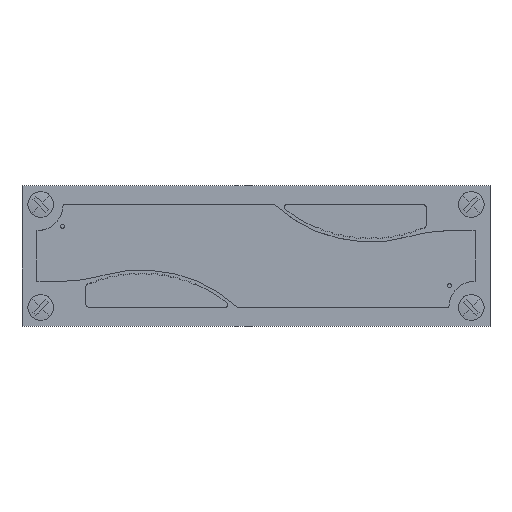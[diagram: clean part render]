
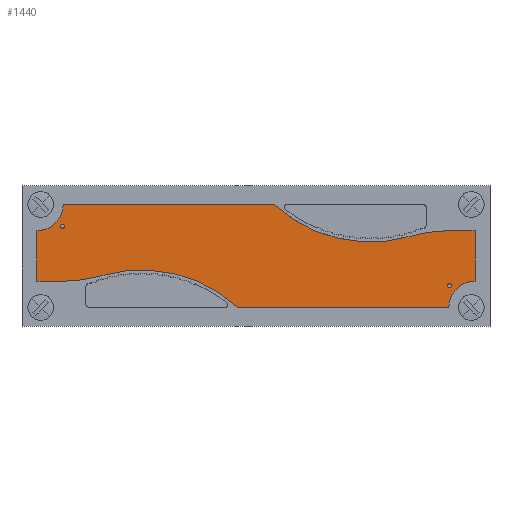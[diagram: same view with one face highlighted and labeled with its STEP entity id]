
A CAD part, top view. The second image highlights one B-rep face of the part: STEP entity #1440.
In plain terms, the highlighted planar face has unit normal (0, 0, 1).
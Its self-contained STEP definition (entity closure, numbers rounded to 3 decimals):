
#1440=ADVANCED_FACE('',(#3460,#3461,#3462),#3463,.T.);
#3460=FACE_OUTER_BOUND('',#6205,.T.);
#3461=FACE_BOUND('',#6206,.T.);
#3462=FACE_BOUND('',#6207,.T.);
#3463=PLANE('',#6208);
#6205=EDGE_LOOP('',(#9839,#9840,#9841,#9842,#9843,#9844,#9845,#9846,#9847,#9848,#9849,#9850));
#6206=EDGE_LOOP('',(#9851,#9852));
#6207=EDGE_LOOP('',(#9853,#9854));
#6208=AXIS2_PLACEMENT_3D('',#9855,#9856,#9857);
#9839=ORIENTED_EDGE('',*,*,#17328,.T.);
#9840=ORIENTED_EDGE('',*,*,#17324,.T.);
#9841=ORIENTED_EDGE('',*,*,#17319,.T.);
#9842=ORIENTED_EDGE('',*,*,#17336,.T.);
#9843=ORIENTED_EDGE('',*,*,#17337,.T.);
#9844=ORIENTED_EDGE('',*,*,#17338,.T.);
#9845=ORIENTED_EDGE('',*,*,#17339,.T.);
#9846=ORIENTED_EDGE('',*,*,#17340,.T.);
#9847=ORIENTED_EDGE('',*,*,#17341,.T.);
#9848=ORIENTED_EDGE('',*,*,#17342,.T.);
#9849=ORIENTED_EDGE('',*,*,#17343,.T.);
#9850=ORIENTED_EDGE('',*,*,#17332,.F.);
#9851=ORIENTED_EDGE('',*,*,#16803,.T.);
#9852=ORIENTED_EDGE('',*,*,#16769,.T.);
#9853=ORIENTED_EDGE('',*,*,#16807,.T.);
#9854=ORIENTED_EDGE('',*,*,#16764,.T.);
#9855=CARTESIAN_POINT('',(125.0,37.5,127.3));
#9856=DIRECTION('',(0.0,0.0,1.0));
#9857=DIRECTION('',(0.0,-1.0,0.0));
#16764=EDGE_CURVE('',#20047,#20051,#20053,.T.);
#16769=EDGE_CURVE('',#20056,#20060,#20062,.T.);
#16803=EDGE_CURVE('',#20060,#20056,#20112,.T.);
#16807=EDGE_CURVE('',#20051,#20047,#20116,.T.);
#17319=EDGE_CURVE('',#20872,#20873,#20874,.T.);
#17324=EDGE_CURVE('',#20881,#20872,#20882,.T.);
#17328=EDGE_CURVE('',#20887,#20881,#20888,.T.);
#17332=EDGE_CURVE('',#20887,#20893,#20894,.T.);
#17336=EDGE_CURVE('',#20873,#20899,#20900,.T.);
#17337=EDGE_CURVE('',#20899,#20901,#20902,.T.);
#17338=EDGE_CURVE('',#20901,#20903,#20904,.T.);
#17339=EDGE_CURVE('',#20903,#20905,#20906,.T.);
#17340=EDGE_CURVE('',#20905,#20907,#20908,.T.);
#17341=EDGE_CURVE('',#20907,#20909,#20910,.T.);
#17342=EDGE_CURVE('',#20909,#20911,#20912,.T.);
#17343=EDGE_CURVE('',#20911,#20893,#20913,.T.);
#20047=VERTEX_POINT('',#24892);
#20051=VERTEX_POINT('',#24897);
#20053=CIRCLE('',#24900,1.1);
#20056=VERTEX_POINT('',#24903);
#20060=VERTEX_POINT('',#24908);
#20062=CIRCLE('',#24911,1.1);
#20112=CIRCLE('',#24969,1.1);
#20116=CIRCLE('',#24973,1.1);
#20872=VERTEX_POINT('',#25997);
#20873=VERTEX_POINT('',#25998);
#20874=CIRCLE('',#25999,75.627);
#20881=VERTEX_POINT('',#26008);
#20882=CIRCLE('',#26009,77.855);
#20887=VERTEX_POINT('',#26015);
#20888=LINE('',#26016,#26017);
#20893=VERTEX_POINT('',#26024);
#20894=LINE('',#26025,#26026);
#20899=VERTEX_POINT('',#26033);
#20900=LINE('',#26034,#26035);
#20901=VERTEX_POINT('',#26036);
#20902=CIRCLE('',#26037,14.0);
#20903=VERTEX_POINT('',#26038);
#20904=LINE('',#26039,#26040);
#20905=VERTEX_POINT('',#26041);
#20906=LINE('',#26042,#26043);
#20907=VERTEX_POINT('',#26044);
#20908=CIRCLE('',#26045,77.855);
#20909=VERTEX_POINT('',#26046);
#20910=CIRCLE('',#26047,75.627);
#20911=VERTEX_POINT('',#26048);
#20912=LINE('',#26049,#26050);
#20913=CIRCLE('',#26051,14.0);
#24892=CARTESIAN_POINT('',(229.434,21.666,127.3));
#24897=CARTESIAN_POINT('',(227.234,21.666,127.3));
#24900=AXIS2_PLACEMENT_3D('',#31864,#31865,#31866);
#24903=CARTESIAN_POINT('',(22.766,53.334,127.3));
#24908=CARTESIAN_POINT('',(20.566,53.334,127.3));
#24911=AXIS2_PLACEMENT_3D('',#31872,#31873,#31874);
#24969=AXIS2_PLACEMENT_3D('',#31931,#31932,#31933);
#24973=AXIS2_PLACEMENT_3D('',#31937,#31938,#31939);
#25997=CARTESIAN_POINT('',(207.3,48.,127.3));
#25998=CARTESIAN_POINT('',(134.8,65.,127.3));
#25999=AXIS2_PLACEMENT_3D('',#32523,#32524,#32525);
#26008=CARTESIAN_POINT('',(228.5,51.0,127.3));
#26009=AXIS2_PLACEMENT_3D('',#32531,#32532,#32533);
#26015=CARTESIAN_POINT('',(242.0,51.0,127.3));
#26016=CARTESIAN_POINT('',(180.125,51.0,127.3));
#26017=VECTOR('',#32538,1.0);
#26024=CARTESIAN_POINT('',(242.0,24.0,127.3));
#26025=CARTESIAN_POINT('',(242.0,37.5,127.3));
#26026=VECTOR('',#32541,1.0);
#26033=CARTESIAN_POINT('',(22.,65.,127.3));
#26034=CARTESIAN_POINT('',(125.0,65.0,127.3));
#26035=VECTOR('',#32544,1.0);
#26036=CARTESIAN_POINT('',(8.0,51.0,127.3));
#26037=AXIS2_PLACEMENT_3D('',#32545,#32546,#32547);
#26038=CARTESIAN_POINT('',(8.0,24.0,127.3));
#26039=CARTESIAN_POINT('',(8.0,37.5,127.3));
#26040=VECTOR('',#32548,1.0);
#26041=CARTESIAN_POINT('',(21.5,24.0,127.3));
#26042=CARTESIAN_POINT('',(69.875,24.0,127.3));
#26043=VECTOR('',#32549,1.0);
#26044=CARTESIAN_POINT('',(42.7,27.,127.3));
#26045=AXIS2_PLACEMENT_3D('',#32550,#32551,#32552);
#26046=CARTESIAN_POINT('',(115.2,10.,127.3));
#26047=AXIS2_PLACEMENT_3D('',#32553,#32554,#32555);
#26048=CARTESIAN_POINT('',(228.,10.,127.3));
#26049=CARTESIAN_POINT('',(125.0,10.0,127.3));
#26050=VECTOR('',#32556,1.0);
#26051=AXIS2_PLACEMENT_3D('',#32557,#32558,#32559);
#31864=CARTESIAN_POINT('',(228.334,21.666,127.3));
#31865=DIRECTION('',(0.0,0.0,-1.0));
#31866=DIRECTION('',(1.0,0.0,0.0));
#31872=CARTESIAN_POINT('',(21.666,53.334,127.3));
#31873=DIRECTION('',(0.0,0.0,-1.0));
#31874=DIRECTION('',(1.0,0.0,0.0));
#31931=CARTESIAN_POINT('',(21.666,53.334,127.3));
#31932=DIRECTION('',(0.0,0.0,-1.0));
#31933=DIRECTION('',(1.0,0.0,0.0));
#31937=CARTESIAN_POINT('',(228.334,21.666,127.3));
#31938=DIRECTION('',(0.0,0.0,-1.0));
#31939=DIRECTION('',(1.0,0.0,0.0));
#32523=CARTESIAN_POINT('',(186.078,120.589,127.3));
#32524=DIRECTION('',(-0.0,0.0,-1.0));
#32525=DIRECTION('',(-0.678,-0.735,0.0));
#32531=CARTESIAN_POINT('',(228.705,-26.855,127.3));
#32532=DIRECTION('',(0.0,0.0,1.0));
#32533=DIRECTION('',(-0.003,1.,0.0));
#32538=DIRECTION('',(-1.0,-0.0,0.0));
#32541=DIRECTION('',(0.0,-1.0,0.0));
#32544=DIRECTION('',(-1.0,0.0,0.0));
#32545=CARTESIAN_POINT('',(8.,65.,127.3));
#32546=DIRECTION('',(0.0,0.0,-1.0));
#32547=DIRECTION('',(0.,-1.0,0.0));
#32548=DIRECTION('',(0.0,-1.0,0.0));
#32549=DIRECTION('',(1.0,0.0,0.0));
#32550=CARTESIAN_POINT('',(21.295,101.855,127.3));
#32551=DIRECTION('',(0.0,0.0,1.0));
#32552=DIRECTION('',(0.003,-1.,0.0));
#32553=CARTESIAN_POINT('',(63.922,-45.589,127.3));
#32554=DIRECTION('',(0.0,0.0,-1.0));
#32555=DIRECTION('',(0.678,0.735,0.0));
#32556=DIRECTION('',(1.0,0.0,0.0));
#32557=CARTESIAN_POINT('',(242.,10.,127.3));
#32558=DIRECTION('',(0.0,0.0,-1.0));
#32559=DIRECTION('',(0.,1.0,0.0));
